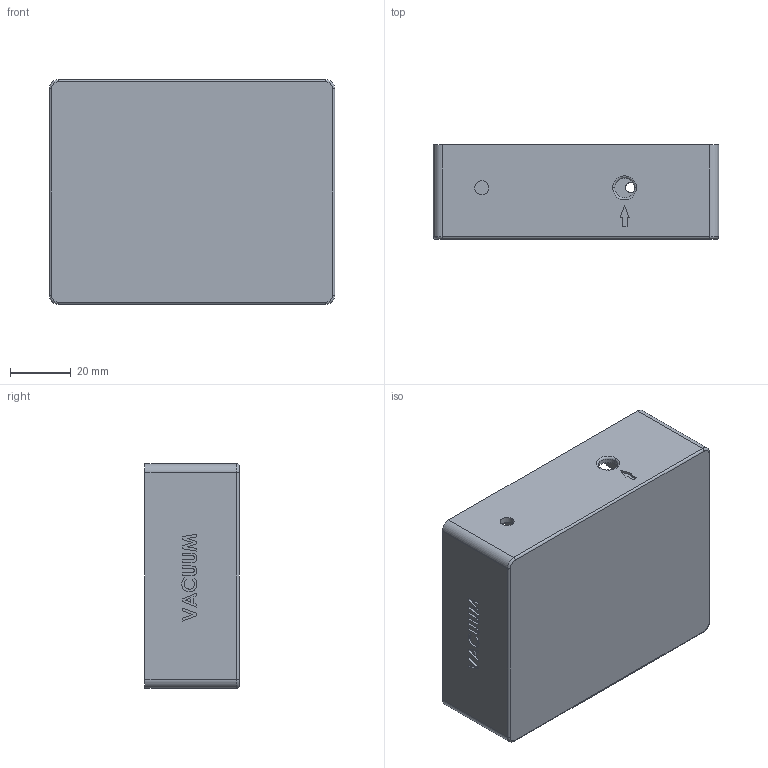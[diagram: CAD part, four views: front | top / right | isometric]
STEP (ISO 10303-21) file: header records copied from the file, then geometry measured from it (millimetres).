
FILE_DESCRIPTION (( 'STEP AP214' ), '1' );
FILE_NAME ('VaccumBox.STEP', '2020-02-08T09:10:15', ( '' ), ( '' ), 'SwSTEP 2.0', 'SolidWorks 2018', '' );
FILE_SCHEMA (( 'AUTOMOTIVE_DESIGN' ));
Length unit declared in the file: millimetre
Products named in the file (1): VaccumBox
Bounding box: 94 x 31 x 74 mm (x, y, z)
Volume: 45659.6 mm3; surface area: 34395.6 mm2
Topology: 1 solids, 1 shells, 267 faces, 658 edges, 414 vertices
Faces by surface type: plane 119, cylinder 75, torus 51, bspline 20, sphere 2
Entity records: 9376 total; most frequent: CARTESIAN_POINT 2984, DIRECTION 1334, ORIENTED_EDGE 1316, EDGE_CURVE 658, AXIS2_PLACEMENT_3D 482, VERTEX_POINT 414, VECTOR 370, LINE 370
